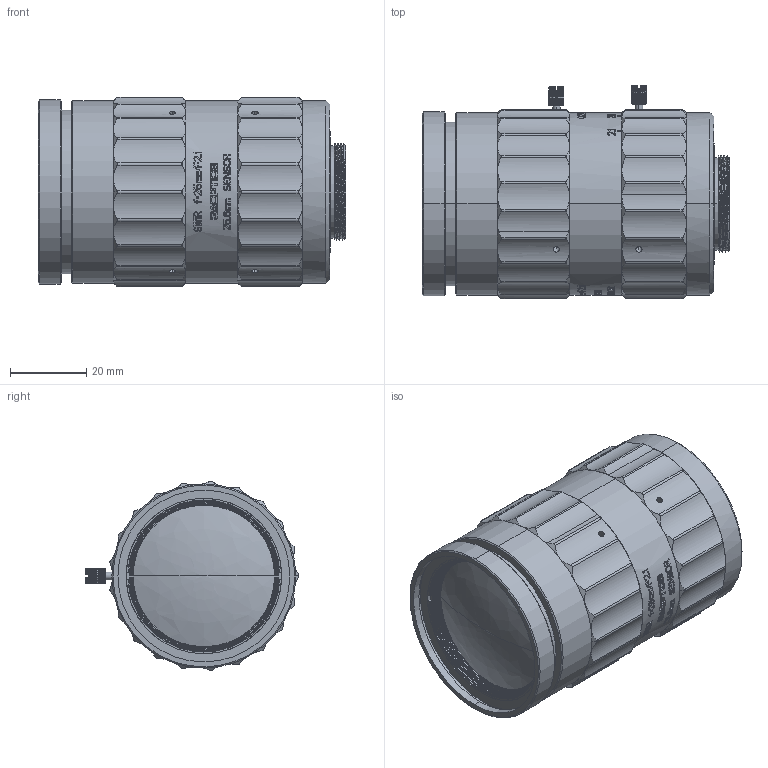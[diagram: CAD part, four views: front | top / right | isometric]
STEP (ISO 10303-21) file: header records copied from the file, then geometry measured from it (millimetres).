
FILE_DESCRIPTION (( 'STEP AP203' ), '1' );
FILE_NAME ('680001.STEP', '2021-08-05T06:25:45', ( '' ), ( '' ), 'SwSTEP 2.0', 'SolidWorks 2020', '' );
FILE_SCHEMA (( 'CONFIG_CONTROL_DESIGN' ));
Products named in the file (1): 680001
Bounding box: 80.8 x 56.25 x 49.86 mm (x, y, z)
Volume: 127645.7 mm3; surface area: 40529.1 mm2
Topology: 9 solids, 9 shells, 2344 faces, 6729 edges, 4525 vertices
Faces by surface type: plane 1312, bspline 556, cylinder 429, cone 47
Entity records: 97077 total; most frequent: CARTESIAN_POINT 44844, ORIENTED_EDGE 13442, DIRECTION 7038, EDGE_CURVE 6721, VERTEX_POINT 4525, B_SPLINE_CURVE_WITH_KNOTS 3646, AXIS2_PLACEMENT_3D 2601, EDGE_LOOP 2502
